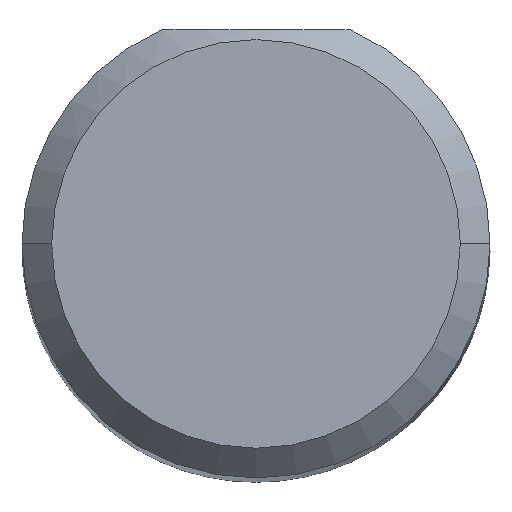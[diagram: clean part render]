
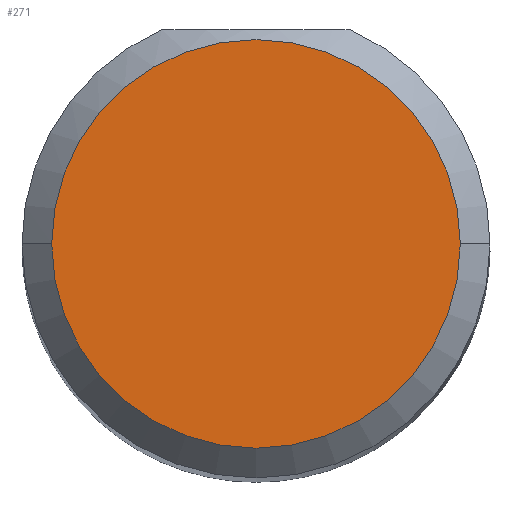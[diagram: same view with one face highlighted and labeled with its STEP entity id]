
A CAD part, top view. The second image highlights one B-rep face of the part: STEP entity #271.
In plain terms, the highlighted planar face has unit normal (0, 0, 1).
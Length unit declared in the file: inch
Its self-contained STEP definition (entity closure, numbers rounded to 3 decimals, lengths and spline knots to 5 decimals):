
#4 = DIRECTION ( 'NONE',  ( 0., 0., 1. ) ) ;
#11 = DIRECTION ( 'NONE',  ( 1., 0., 0. ) ) ;
#55 = EDGE_CURVE ( 'NONE', #506, #283, #502, .T. ) ;
#102 = AXIS2_PLACEMENT_3D ( 'NONE', #385, #437, #11 ) ;
#135 = CIRCLE ( 'NONE', #508, 0.10311 ) ;
#136 = ORIENTED_EDGE ( 'NONE', *, *, #55, .T. ) ;
#146 = EDGE_LOOP ( 'NONE', ( #136, #389 ) ) ;
#181 = DIRECTION ( 'NONE',  ( 0., 0., 1. ) ) ;
#215 = FACE_OUTER_BOUND ( 'NONE', #146, .T. ) ;
#230 = AXIS2_PLACEMENT_3D ( 'NONE', #464, #4, #465 ) ;
#271 = ADVANCED_FACE ( 'NONE', ( #215 ), #296, .T. ) ;
#283 = VERTEX_POINT ( 'NONE', #295 ) ;
#295 = CARTESIAN_POINT ( 'NONE',  ( 0.10311, 0., 2.24409 ) ) ;
#296 = PLANE ( 'NONE',  #230 ) ;
#334 = CARTESIAN_POINT ( 'NONE',  ( -0.10311, 0., 2.24409 ) ) ;
#350 = CARTESIAN_POINT ( 'NONE',  ( 0., 0., 2.24409 ) ) ;
#385 = CARTESIAN_POINT ( 'NONE',  ( 0., 0., 2.24409 ) ) ;
#389 = ORIENTED_EDGE ( 'NONE', *, *, #403, .T. ) ;
#403 = EDGE_CURVE ( 'NONE', #283, #506, #135, .T. ) ;
#437 = DIRECTION ( 'NONE',  ( 0., 0., 1. ) ) ;
#438 = DIRECTION ( 'NONE',  ( 1., 0., 0. ) ) ;
#464 = CARTESIAN_POINT ( 'NONE',  ( 0., 0., 2.24409 ) ) ;
#465 = DIRECTION ( 'NONE',  ( 1., 0., 0. ) ) ;
#502 = CIRCLE ( 'NONE', #102, 0.10311 ) ;
#506 = VERTEX_POINT ( 'NONE', #334 ) ;
#508 = AXIS2_PLACEMENT_3D ( 'NONE', #350, #181, #438 ) ;
